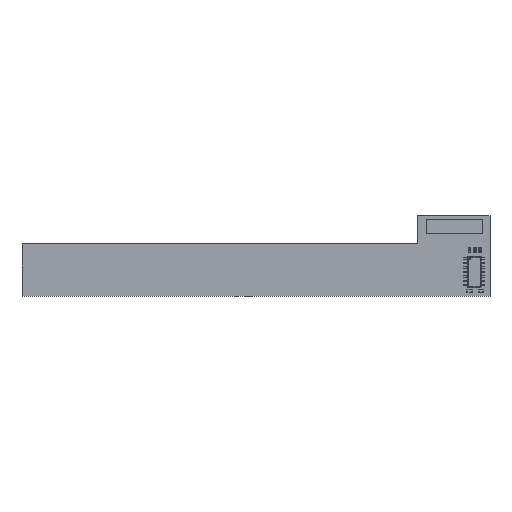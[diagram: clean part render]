
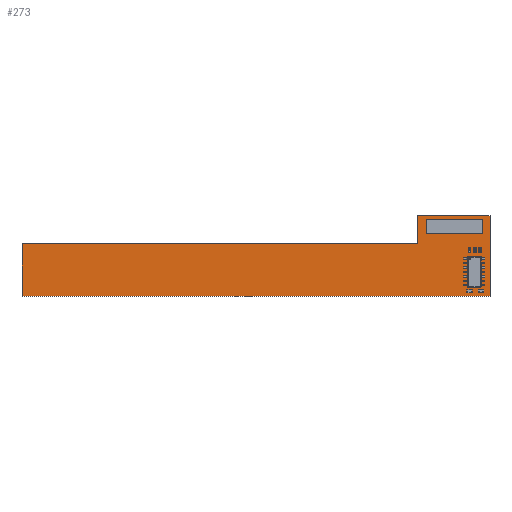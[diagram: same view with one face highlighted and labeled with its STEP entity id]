
A CAD part, top view. The second image highlights one B-rep face of the part: STEP entity #273.
In plain terms, the highlighted planar face has unit normal (0, 0, 1).
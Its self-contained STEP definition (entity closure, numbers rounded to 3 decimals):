
#80 = VERTEX_POINT('',#81);
#81 = CARTESIAN_POINT('',(-66.,-5.5,1.641));
#87 = EDGE_CURVE('',#80,#88,#90,.T.);
#88 = VERTEX_POINT('',#89);
#89 = CARTESIAN_POINT('',(67.,-5.5,1.641));
#90 = LINE('',#91,#92);
#91 = CARTESIAN_POINT('',(-66.,-5.5,1.641));
#92 = VECTOR('',#93,1.);
#93 = DIRECTION('',(1.,0.,0.));
#118 = EDGE_CURVE('',#88,#119,#121,.T.);
#119 = VERTEX_POINT('',#120);
#120 = CARTESIAN_POINT('',(67.,17.5,1.641));
#121 = LINE('',#122,#123);
#122 = CARTESIAN_POINT('',(67.,-5.5,1.641));
#123 = VECTOR('',#124,1.);
#124 = DIRECTION('',(0.,1.,0.));
#149 = EDGE_CURVE('',#119,#150,#152,.T.);
#150 = VERTEX_POINT('',#151);
#151 = CARTESIAN_POINT('',(46.5,17.5,1.641));
#152 = LINE('',#153,#154);
#153 = CARTESIAN_POINT('',(67.,17.5,1.641));
#154 = VECTOR('',#155,1.);
#155 = DIRECTION('',(-1.,0.,0.));
#180 = EDGE_CURVE('',#150,#181,#183,.T.);
#181 = VERTEX_POINT('',#182);
#182 = CARTESIAN_POINT('',(46.5,9.5,1.641));
#183 = LINE('',#184,#185);
#184 = CARTESIAN_POINT('',(46.5,17.5,1.641));
#185 = VECTOR('',#186,1.);
#186 = DIRECTION('',(0.,-1.,0.));
#211 = EDGE_CURVE('',#181,#212,#214,.T.);
#212 = VERTEX_POINT('',#213);
#213 = CARTESIAN_POINT('',(-66.,9.5,1.641));
#214 = LINE('',#215,#216);
#215 = CARTESIAN_POINT('',(46.5,9.5,1.641));
#216 = VECTOR('',#217,1.);
#217 = DIRECTION('',(-1.,0.,0.));
#242 = EDGE_CURVE('',#212,#80,#243,.T.);
#243 = LINE('',#244,#245);
#244 = CARTESIAN_POINT('',(-66.,9.5,1.641));
#245 = VECTOR('',#246,1.);
#246 = DIRECTION('',(0.,-1.,0.));
#273 = ADVANCED_FACE('',(#274),#282,.F.);
#274 = FACE_BOUND('',#275,.T.);
#275 = EDGE_LOOP('',(#276,#277,#278,#279,#280,#281));
#276 = ORIENTED_EDGE('',*,*,#87,.T.);
#277 = ORIENTED_EDGE('',*,*,#118,.T.);
#278 = ORIENTED_EDGE('',*,*,#149,.T.);
#279 = ORIENTED_EDGE('',*,*,#180,.T.);
#280 = ORIENTED_EDGE('',*,*,#211,.T.);
#281 = ORIENTED_EDGE('',*,*,#242,.T.);
#282 = PLANE('',#283);
#283 = AXIS2_PLACEMENT_3D('',#284,#285,#286);
#284 = CARTESIAN_POINT('',(-66.,-5.5,1.641));
#285 = DIRECTION('',(0.,0.,-1.));
#286 = DIRECTION('',(-1.,0.,0.));
